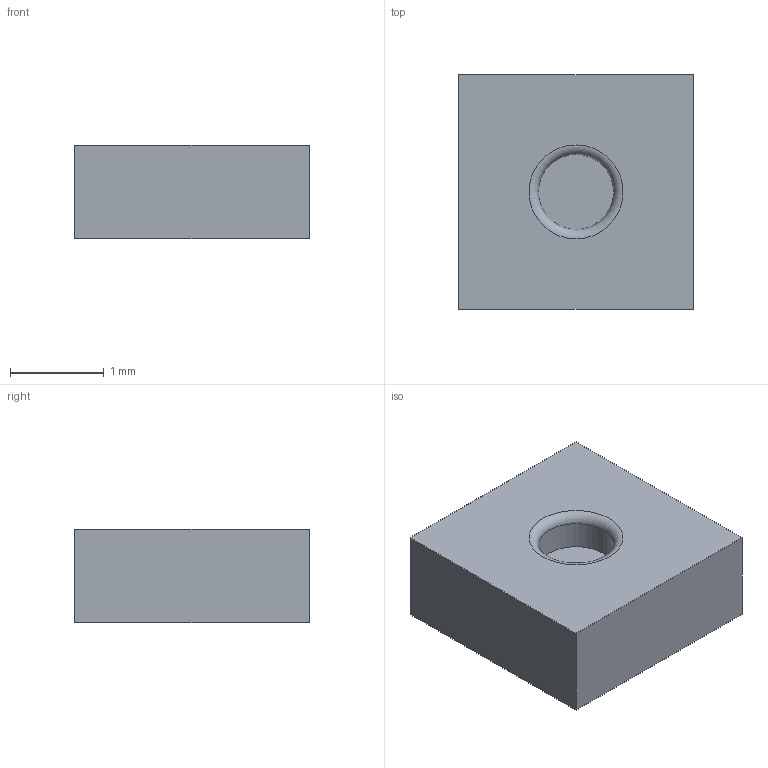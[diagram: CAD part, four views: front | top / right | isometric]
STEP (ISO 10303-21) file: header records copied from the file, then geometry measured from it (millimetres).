
FILE_DESCRIPTION(/* description */ (''),/* implementation_level */ '2;1');
FILE_NAME(/* name */ 'Humidity.step',/* time_stamp */ '2023-01-26T17:48:21+08:00',/* author */ (''),/* organization */ (''),/* preprocessor_version */ 'ST-DEVELOPER v19.2',/* originating_system */ 'Autodesk Translation Framework v11.17.0.187',/* authorisation */ '');
FILE_SCHEMA (('AUTOMOTIVE_DESIGN { 1 0 10303 214 3 1 1 }'));
Length unit declared in the file: millimetre
Products named in the file (1): (Unsaved)
Bounding box: 2.5 x 2.5 x 1 mm (x, y, z)
Volume: 6 mm3; surface area: 23.4 mm2
Topology: 1 solids, 1 shells, 9 faces, 17 edges, 11 vertices
Faces by surface type: plane 7, torus 1, cylinder 1
Full cylindrical faces by diameter (mm): 0.8 x1
Entity records: 260 total; most frequent: DIRECTION 41, CARTESIAN_POINT 38, ORIENTED_EDGE 34, EDGE_CURVE 17, AXIS2_PLACEMENT_3D 14, LINE 13, VECTOR 13, VERTEX_POINT 11
